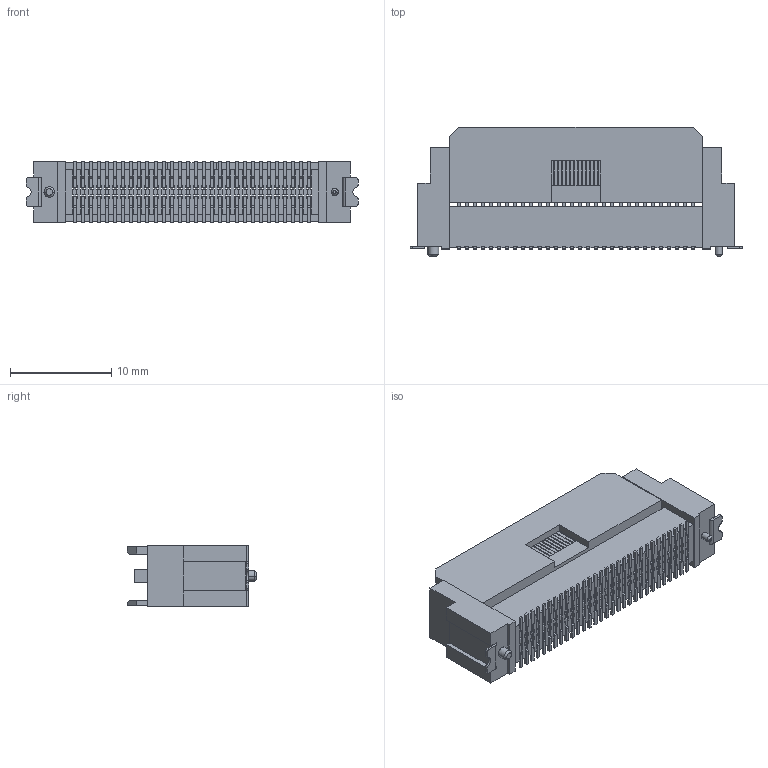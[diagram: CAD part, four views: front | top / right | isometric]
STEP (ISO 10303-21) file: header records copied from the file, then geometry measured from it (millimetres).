
FILE_DESCRIPTION((''),'2;1');
FILE_NAME('ASM0001_ASM','2025-09-26T11:00:57',('gongchengVV'),(''),'CREO PARAMETRIC BY PTC INC, 2020033','CREO PARAMETRIC BY PTC INC, 2020033','');
FILE_SCHEMA(('CONFIG_CONTROL_DESIGN'));
Products named in the file (1): ASM0001_ASM
Bounding box: 32.8 x 12.75 x 6 mm (x, y, z)
Volume: 1190.9 mm3; surface area: 3404.8 mm2
Topology: 1 solids, 1 shells, 2207 faces, 6971 edges, 4476 vertices
Faces by surface type: plane 2005, cylinder 198, cone 4
Entity records: 76239 total; most frequent: ORIENTED_EDGE 13942, CARTESIAN_POINT 13654, DIRECTION 11785, EDGE_CURVE 6971, VECTOR 6571, LINE 6571, VERTEX_POINT 4476, AXIS2_PLACEMENT_3D 2607
